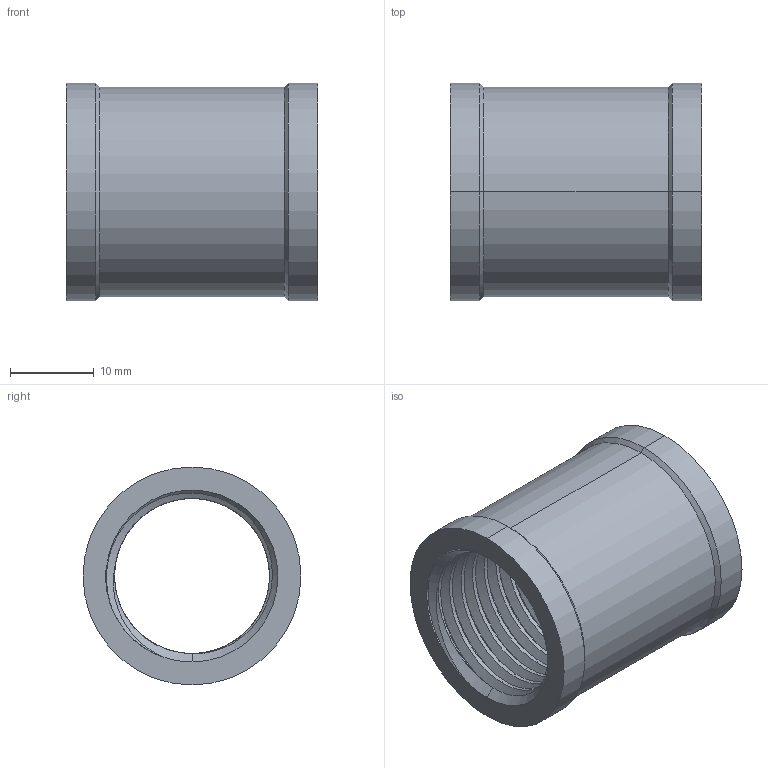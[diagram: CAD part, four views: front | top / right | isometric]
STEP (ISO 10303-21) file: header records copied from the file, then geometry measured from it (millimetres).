
FILE_DESCRIPTION (( 'STEP AP203' ), '1' );
FILE_NAME ('VTr.270.STEP', '2018-05-29T05:30:43', ( 'User' ), ( '' ), 'SwSTEP 2.0', 'SolidWorks 2017', '' );
FILE_SCHEMA (( 'CONFIG_CONTROL_DESIGN' ));
Length unit declared in the file: millimetre
Products named in the file (1): VTr.270
Bounding box: 30 x 26 x 26 mm (x, y, z)
Volume: 6085.5 mm3; surface area: 5793.1 mm2
Topology: 1 solids, 1 shells, 51 faces, 138 edges, 89 vertices
Faces by surface type: cylinder 36, cone 10, bspline 3, plane 2
Entity records: 8879 total; most frequent: CARTESIAN_POINT 7691, ORIENTED_EDGE 276, DIRECTION 181, EDGE_CURVE 138, VERTEX_POINT 89, AXIS2_PLACEMENT_3D 69, EDGE_LOOP 53, FACE_OUTER_BOUND 51
